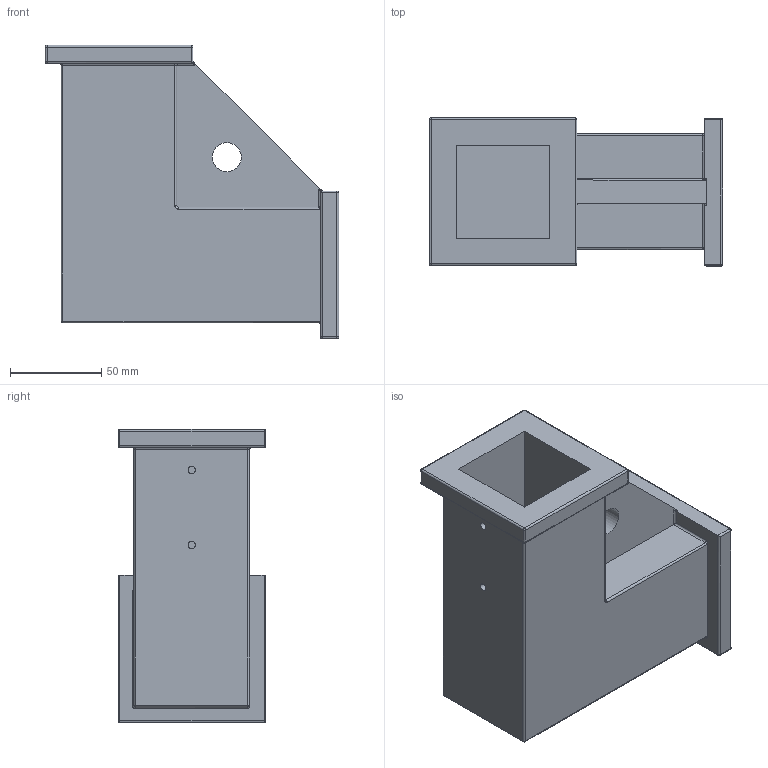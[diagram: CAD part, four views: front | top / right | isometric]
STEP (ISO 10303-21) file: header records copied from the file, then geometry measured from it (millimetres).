
FILE_DESCRIPTION(('FreeCAD Model'),'2;1');
FILE_NAME('Open CASCADE Shape Model','2026-01-28T19:13:18',(''),(''), 'Open CASCADE STEP processor 7.8','FreeCAD','Unknown');
FILE_SCHEMA(('AUTOMOTIVE_DESIGN { 1 0 10303 214 1 1 1 1 }'));
Length unit declared in the file: millimetre
Products named in the file (2): Part; Body
Assembly tree (1 placements, depth 2):
  Part
    Body
Bounding box: 161.05 x 81.05 x 161.05 mm (x, y, z)
Volume: 606132.8 mm3; surface area: 123181.4 mm2
Topology: 1 solids, 1 shells, 117 faces, 281 edges, 149 vertices
Faces by surface type: cylinder 57, plane 33, sphere 17, torus 8, bspline 2
Full cylindrical faces by diameter (mm): 4 x4, 15.875 x1
Entity records: 3638 total; most frequent: CARTESIAN_POINT 938, DIRECTION 598, ORIENTED_EDGE 524, EDGE_CURVE 262, AXIS2_PLACEMENT_3D 225, VERTEX_POINT 149, LINE 148, VECTOR 148
